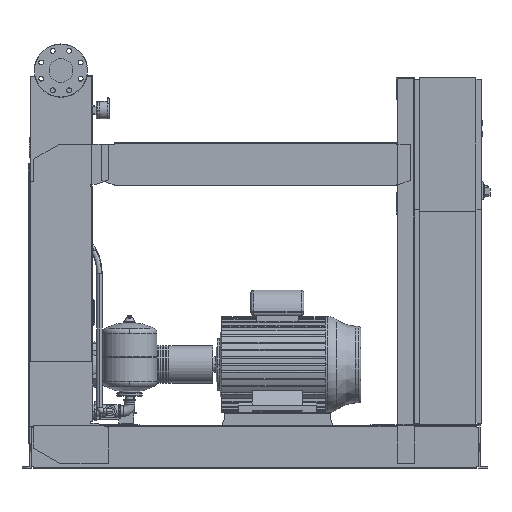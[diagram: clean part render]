
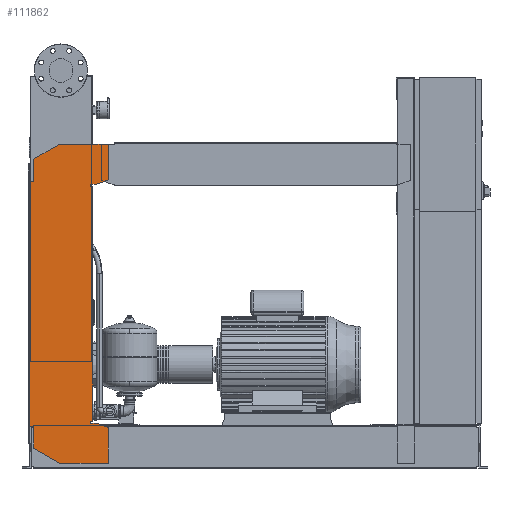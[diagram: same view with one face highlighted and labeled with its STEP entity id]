
A CAD part, front view. The second image highlights one B-rep face of the part: STEP entity #111862.
In plain terms, the highlighted free-form (B-spline) face has degree [1, 1] with [2, 2] control points.
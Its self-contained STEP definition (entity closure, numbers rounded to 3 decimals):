
#111347=CARTESIAN_POINT('',(-102.0,-463.5,1076.0));
#111348=VERTEX_POINT('',#111347);
#111355=CARTESIAN_POINT('',(-102.0,-463.5,1158.574));
#111356=VERTEX_POINT('',#111355);
#111357=CARTESIAN_POINT('',(-102.0,-463.5,1076.0));
#111358=DIRECTION('',(0.0,0.0,1.0));
#111359=VECTOR('',#111358,82.574);
#111360=LINE('',#111357,#111359);
#111361=EDGE_CURVE('',#111348,#111356,#111360,.T.);
#111379=CARTESIAN_POINT('',(-6.,-463.5,1214.0));
#111380=VERTEX_POINT('',#111379);
#111381=CARTESIAN_POINT('',(-102.0,-463.5,1158.574));
#111382=DIRECTION('',(0.866,0.0,0.5));
#111383=VECTOR('',#111382,110.851);
#111384=LINE('',#111381,#111383);
#111385=EDGE_CURVE('',#111356,#111380,#111384,.T.);
#111403=CARTESIAN_POINT('',(177.0,-463.5,1214.0));
#111404=VERTEX_POINT('',#111403);
#111405=CARTESIAN_POINT('',(-6.,-463.5,1214.0));
#111406=DIRECTION('',(1.0,0.0,0.0));
#111407=VECTOR('',#111406,183.0);
#111408=LINE('',#111405,#111407);
#111409=EDGE_CURVE('',#111380,#111404,#111408,.T.);
#111427=CARTESIAN_POINT('',(177.0,-463.5,1080.379));
#111428=VERTEX_POINT('',#111427);
#111429=CARTESIAN_POINT('',(177.0,-463.5,1214.0));
#111430=DIRECTION('',(0.0,0.0,-1.0));
#111431=VECTOR('',#111430,133.621);
#111432=LINE('',#111429,#111431);
#111433=EDGE_CURVE('',#111404,#111428,#111432,.T.);
#111451=CARTESIAN_POINT('',(132.,-463.5,1064.0));
#111452=VERTEX_POINT('',#111451);
#111453=CARTESIAN_POINT('',(177.0,-463.5,1080.379));
#111454=DIRECTION('',(-0.94,0.0,-0.342));
#111455=VECTOR('',#111454,47.888);
#111456=LINE('',#111453,#111455);
#111457=EDGE_CURVE('',#111428,#111452,#111456,.T.);
#111475=CARTESIAN_POINT('',(112.0,-463.5,1064.0));
#111476=VERTEX_POINT('',#111475);
#111477=CARTESIAN_POINT('',(132.,-463.5,1064.0));
#111478=DIRECTION('',(-1.0,0.0,0.0));
#111479=VECTOR('',#111478,20.);
#111480=LINE('',#111477,#111479);
#111481=EDGE_CURVE('',#111452,#111476,#111480,.T.);
#111499=CARTESIAN_POINT('',(112.0,-463.5,1056.0));
#111500=VERTEX_POINT('',#111499);
#111501=CARTESIAN_POINT('',(112.0,-463.5,1064.0));
#111502=DIRECTION('',(0.0,0.0,-1.0));
#111503=VECTOR('',#111502,8.0);
#111504=LINE('',#111501,#111503);
#111505=EDGE_CURVE('',#111476,#111500,#111504,.T.);
#111523=CARTESIAN_POINT('',(120.,-463.5,1056.0));
#111524=VERTEX_POINT('',#111523);
#111525=CARTESIAN_POINT('',(112.0,-463.5,1056.0));
#111526=DIRECTION('',(1.0,0.0,0.0));
#111527=VECTOR('',#111526,8.);
#111528=LINE('',#111525,#111527);
#111529=EDGE_CURVE('',#111500,#111524,#111528,.T.);
#111547=CARTESIAN_POINT('',(120.,-463.5,176.));
#111548=VERTEX_POINT('',#111547);
#111559=CARTESIAN_POINT('',(120.,-463.5,1056.0));
#111560=DIRECTION('',(0.0,0.0,-1.0));
#111561=VECTOR('',#111560,880.);
#111562=LINE('',#111559,#111561);
#111563=EDGE_CURVE('',#111524,#111548,#111562,.T.);
#111577=CARTESIAN_POINT('',(112.,-463.5,176.));
#111578=VERTEX_POINT('',#111577);
#111579=CARTESIAN_POINT('',(120.,-463.5,176.));
#111580=DIRECTION('',(-1.0,0.0,0.0));
#111581=VECTOR('',#111580,8.);
#111582=LINE('',#111579,#111581);
#111583=EDGE_CURVE('',#111548,#111578,#111582,.T.);
#111601=CARTESIAN_POINT('',(112.,-463.5,168.));
#111602=VERTEX_POINT('',#111601);
#111603=CARTESIAN_POINT('',(112.,-463.5,176.));
#111604=DIRECTION('',(0.0,0.0,-1.0));
#111605=VECTOR('',#111604,8.0);
#111606=LINE('',#111603,#111605);
#111607=EDGE_CURVE('',#111578,#111602,#111606,.T.);
#111625=CARTESIAN_POINT('',(132.,-463.5,168.));
#111626=VERTEX_POINT('',#111625);
#111627=CARTESIAN_POINT('',(112.,-463.5,168.));
#111628=DIRECTION('',(1.0,0.0,0.0));
#111629=VECTOR('',#111628,20.0);
#111630=LINE('',#111627,#111629);
#111631=EDGE_CURVE('',#111602,#111626,#111630,.T.);
#111649=CARTESIAN_POINT('',(177.,-463.5,151.621));
#111650=VERTEX_POINT('',#111649);
#111651=CARTESIAN_POINT('',(132.,-463.5,168.));
#111652=DIRECTION('',(0.94,0.0,-0.342));
#111653=VECTOR('',#111652,47.888);
#111654=LINE('',#111651,#111653);
#111655=EDGE_CURVE('',#111626,#111650,#111654,.T.);
#111673=CARTESIAN_POINT('',(177.,-463.5,18.0));
#111674=VERTEX_POINT('',#111673);
#111675=CARTESIAN_POINT('',(177.,-463.5,151.621));
#111676=DIRECTION('',(0.0,0.0,-1.0));
#111677=VECTOR('',#111676,133.621);
#111678=LINE('',#111675,#111677);
#111679=EDGE_CURVE('',#111650,#111674,#111678,.T.);
#111697=CARTESIAN_POINT('',(-4.,-463.5,18.0));
#111698=VERTEX_POINT('',#111697);
#111699=CARTESIAN_POINT('',(177.,-463.5,18.0));
#111700=DIRECTION('',(-1.0,0.0,0.0));
#111701=VECTOR('',#111700,181.);
#111702=LINE('',#111699,#111701);
#111703=EDGE_CURVE('',#111674,#111698,#111702,.T.);
#111721=CARTESIAN_POINT('',(-102.,-463.5,74.58));
#111722=VERTEX_POINT('',#111721);
#111723=CARTESIAN_POINT('',(-4.,-463.5,18.0));
#111724=DIRECTION('',(-0.866,0.,0.5));
#111725=VECTOR('',#111724,113.161);
#111726=LINE('',#111723,#111725);
#111727=EDGE_CURVE('',#111698,#111722,#111726,.T.);
#111745=CARTESIAN_POINT('',(-102.,-463.5,156.0));
#111746=VERTEX_POINT('',#111745);
#111747=CARTESIAN_POINT('',(-102.,-463.5,74.58));
#111748=DIRECTION('',(0.0,0.0,1.0));
#111749=VECTOR('',#111748,81.42);
#111750=LINE('',#111747,#111749);
#111751=EDGE_CURVE('',#111722,#111746,#111750,.T.);
#111769=CARTESIAN_POINT('',(-122.,-463.5,156.0));
#111770=VERTEX_POINT('',#111769);
#111771=CARTESIAN_POINT('',(-102.,-463.5,156.0));
#111772=DIRECTION('',(-1.0,0.0,0.0));
#111773=VECTOR('',#111772,20.0);
#111774=LINE('',#111771,#111773);
#111775=EDGE_CURVE('',#111746,#111770,#111774,.T.);
#111793=CARTESIAN_POINT('',(-122.0,-463.5,1076.0));
#111794=VERTEX_POINT('',#111793);
#111807=CARTESIAN_POINT('',(-122.,-463.5,156.0));
#111808=DIRECTION('',(0.0,0.0,1.0));
#111809=VECTOR('',#111808,920.0);
#111810=LINE('',#111807,#111809);
#111811=EDGE_CURVE('',#111770,#111794,#111810,.T.);
#111825=CARTESIAN_POINT('',(-122.0,-463.5,1076.0));
#111826=DIRECTION('',(1.0,0.0,0.0));
#111827=VECTOR('',#111826,20.0);
#111828=LINE('',#111825,#111827);
#111829=EDGE_CURVE('',#111794,#111348,#111828,.T.);
#111835=CARTESIAN_POINT('',(-122.,-463.5,18.0));
#111836=CARTESIAN_POINT('',(177.0,-463.5,18.0));
#111837=CARTESIAN_POINT('',(-122.,-463.5,1214.0));
#111838=CARTESIAN_POINT('',(177.0,-463.5,1214.0));
#111839=B_SPLINE_SURFACE_WITH_KNOTS('',1,1,((#111835,#111837),(#111836,#111838)),.UNSPECIFIED.,.F.,.F.,.U.,(2,2),(2,2),(0.0,299.),(0.0,1196.0),.UNSPECIFIED.);
#111840=ORIENTED_EDGE('',*,*,#111829,.F.);
#111841=ORIENTED_EDGE('',*,*,#111811,.F.);
#111842=ORIENTED_EDGE('',*,*,#111775,.F.);
#111843=ORIENTED_EDGE('',*,*,#111751,.F.);
#111844=ORIENTED_EDGE('',*,*,#111727,.F.);
#111845=ORIENTED_EDGE('',*,*,#111703,.F.);
#111846=ORIENTED_EDGE('',*,*,#111679,.F.);
#111847=ORIENTED_EDGE('',*,*,#111655,.F.);
#111848=ORIENTED_EDGE('',*,*,#111631,.F.);
#111849=ORIENTED_EDGE('',*,*,#111607,.F.);
#111850=ORIENTED_EDGE('',*,*,#111583,.F.);
#111851=ORIENTED_EDGE('',*,*,#111563,.F.);
#111852=ORIENTED_EDGE('',*,*,#111529,.F.);
#111853=ORIENTED_EDGE('',*,*,#111505,.F.);
#111854=ORIENTED_EDGE('',*,*,#111481,.F.);
#111855=ORIENTED_EDGE('',*,*,#111457,.F.);
#111856=ORIENTED_EDGE('',*,*,#111433,.F.);
#111857=ORIENTED_EDGE('',*,*,#111409,.F.);
#111858=ORIENTED_EDGE('',*,*,#111385,.F.);
#111859=ORIENTED_EDGE('',*,*,#111361,.F.);
#111860=EDGE_LOOP('',(#111840,#111841,#111842,#111843,#111844,#111845,#111846,#111847,#111848,#111849,#111850,#111851,#111852,#111853,#111854,#111855,#111856,#111857,#111858,#111859));
#111861=FACE_OUTER_BOUND('',#111860,.T.);
#111862=ADVANCED_FACE('',(#111861),#111839,.T.);
